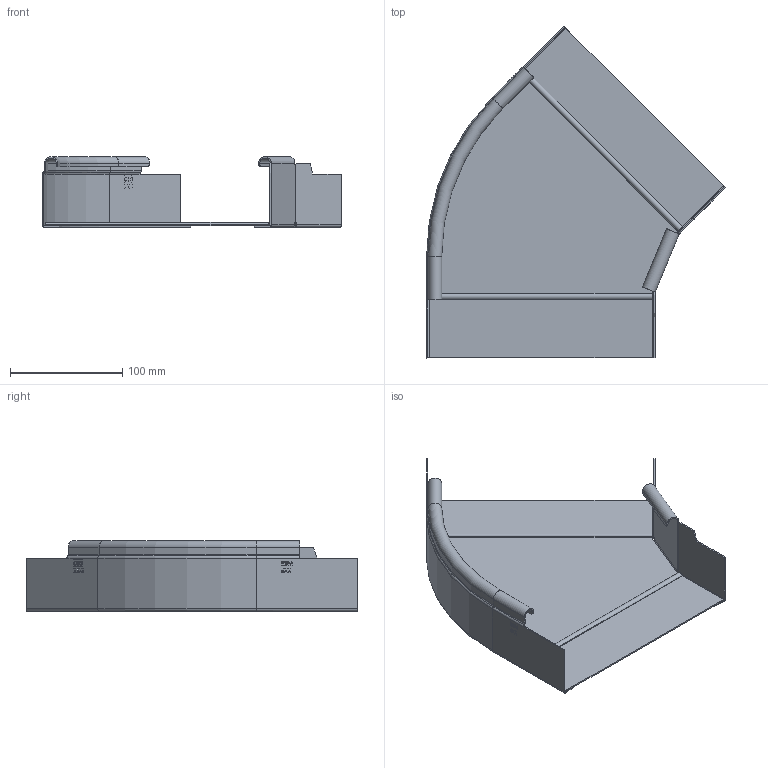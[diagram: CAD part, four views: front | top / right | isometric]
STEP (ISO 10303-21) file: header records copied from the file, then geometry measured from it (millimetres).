
FILE_DESCRIPTION((''),'2;1');
FILE_NAME('6041044_ASM','2012-10-01T',('AndreasKeweloh'),(''),'PRO/ENGINEER BY PARAMETRIC TECHNOLOGY CORPORATION, 2012230','PRO/ENGINEER BY PARAMETRIC TECHNOLOGY CORPORATION, 2012230','');
FILE_SCHEMA(('CONFIG_CONTROL_DESIGN'));
Length unit declared in the file: millimetre
Products named in the file (4): 6041044_AUSSEN; 6041044_INNENHOLM60; 6041044_BODENBLECH200; 6041044_ASM
Assembly tree (3 placements, depth 2):
  6041044_ASM
    6041044_AUSSEN
    6041044_INNENHOLM60
    6041044_BODENBLECH200
Bounding box: 266.23 x 295.59 x 63 mm (x, y, z)
Volume: 114406.4 mm3; surface area: 186019.1 mm2
Topology: 3 solids, 3 shells, 373 faces, 951 edges, 608 vertices
Faces by surface type: plane 234, cylinder 73, extrusion 52, torus 8, bspline 6
Entity records: 13801 total; most frequent: CARTESIAN_POINT 4809, ORIENTED_EDGE 1902, DIRECTION 1681, EDGE_CURVE 951, VECTOR 741, LINE 689, VERTEX_POINT 608, AXIS2_PLACEMENT_3D 470
